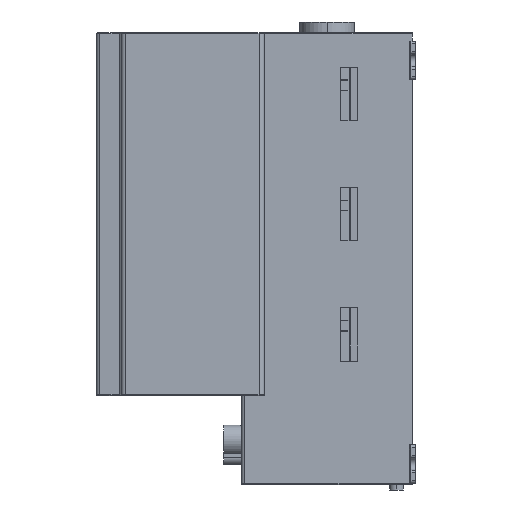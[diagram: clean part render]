
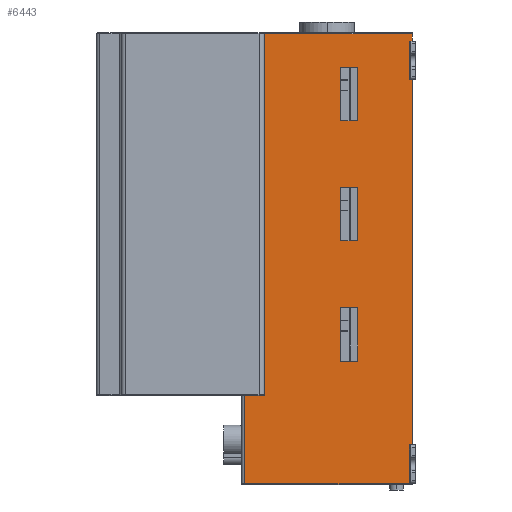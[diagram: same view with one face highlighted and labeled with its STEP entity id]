
A CAD part, left-side view. The second image highlights one B-rep face of the part: STEP entity #6443.
In plain terms, the highlighted planar face has unit normal (-1, 0, 0).
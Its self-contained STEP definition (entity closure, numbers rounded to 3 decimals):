
#325=DIRECTION('',(0.,0.,-1.));
#326=VECTOR('',#325,0.5);
#327=CARTESIAN_POINT('',(-111.742,-79.52,-285.));
#328=LINE('',#327,#326);
#350=DIRECTION('',(0.,0.,-1.));
#351=VECTOR('',#350,268.);
#352=CARTESIAN_POINT('',(-111.742,-79.52,11.));
#353=LINE('',#352,#351);
#375=DIRECTION('',(0.,0.,-1.));
#376=VECTOR('',#375,5.3);
#377=CARTESIAN_POINT('',(-111.742,-79.52,44.3));
#378=LINE('',#377,#376);
#1235=DIRECTION('',(0.,-1.,0.));
#1236=VECTOR('',#1235,108.4);
#1237=CARTESIAN_POINT('',(-111.742,28.88,44.3));
#1238=LINE('',#1237,#1236);
#1554=DIRECTION('',(0.,-1.,0.));
#1555=VECTOR('',#1554,123.);
#1556=CARTESIAN_POINT('',(-111.742,43.48,-285.5));
#1557=LINE('',#1556,#1555);
#1558=DIRECTION('',(0.,0.,-1.));
#1559=VECTOR('',#1558,64.5);
#1560=CARTESIAN_POINT('',(-111.742,43.48,-221.));
#1561=LINE('',#1560,#1559);
#1562=DIRECTION('',(0.,1.,0.));
#1563=VECTOR('',#1562,13.9);
#1564=CARTESIAN_POINT('',(-111.742,29.58,-221.));
#1565=LINE('',#1564,#1563);
#1566=CARTESIAN_POINT('',(-111.742,29.58,-220.3));
#1567=DIRECTION('',(1.,0.,0.));
#1568=DIRECTION('',(0.,-1.,0.));
#1569=AXIS2_PLACEMENT_3D('',#1566,#1567,#1568);
#1571=DIRECTION('',(0.,0.,-1.));
#1572=VECTOR('',#1571,264.6);
#1573=CARTESIAN_POINT('',(-111.742,28.88,44.3));
#1574=LINE('',#1573,#1572);
#1575=DIRECTION('',(0.,-1.,0.));
#1576=VECTOR('',#1575,2.429);
#1577=CARTESIAN_POINT('',(-111.742,-77.091,39.));
#1578=LINE('',#1577,#1576);
#1579=DIRECTION('',(0.,0.,1.));
#1580=VECTOR('',#1579,28.);
#1581=CARTESIAN_POINT('',(-111.742,-77.091,11.));
#1582=LINE('',#1581,#1580);
#1583=DIRECTION('',(0.,1.,0.));
#1584=VECTOR('',#1583,2.429);
#1585=CARTESIAN_POINT('',(-111.742,-79.52,11.));
#1586=LINE('',#1585,#1584);
#1587=DIRECTION('',(0.,-1.,0.));
#1588=VECTOR('',#1587,2.429);
#1589=CARTESIAN_POINT('',(-111.742,-77.091,-257.));
#1590=LINE('',#1589,#1588);
#1591=DIRECTION('',(0.,0.,1.));
#1592=VECTOR('',#1591,28.);
#1593=CARTESIAN_POINT('',(-111.742,-77.091,-285.));
#1594=LINE('',#1593,#1592);
#1595=DIRECTION('',(0.,1.,0.));
#1596=VECTOR('',#1595,2.429);
#1597=CARTESIAN_POINT('',(-111.742,-79.52,-285.));
#1598=LINE('',#1597,#1596);
#1599=DIRECTION('',(0.,0.,1.));
#1600=VECTOR('',#1599,39.);
#1601=CARTESIAN_POINT('',(-111.742,-31.855,-107.5));
#1602=LINE('',#1601,#1600);
#1603=DIRECTION('',(0.,1.,0.));
#1604=VECTOR('',#1603,7.513);
#1605=CARTESIAN_POINT('',(-111.742,-39.368,-107.5));
#1606=LINE('',#1605,#1604);
#1607=DIRECTION('',(0.,0.,-1.));
#1608=VECTOR('',#1607,39.);
#1609=CARTESIAN_POINT('',(-111.742,-39.368,-68.5));
#1610=LINE('',#1609,#1608);
#1611=DIRECTION('',(0.,-1.,0.));
#1612=VECTOR('',#1611,7.513);
#1613=CARTESIAN_POINT('',(-111.742,-31.855,-68.5));
#1614=LINE('',#1613,#1612);
#1615=DIRECTION('',(0.,0.,1.));
#1616=VECTOR('',#1615,39.);
#1617=CARTESIAN_POINT('',(-111.742,-31.855,-195.5));
#1618=LINE('',#1617,#1616);
#1619=DIRECTION('',(0.,1.,0.));
#1620=VECTOR('',#1619,7.513);
#1621=CARTESIAN_POINT('',(-111.742,-39.368,-195.5));
#1622=LINE('',#1621,#1620);
#1623=DIRECTION('',(0.,0.,-1.));
#1624=VECTOR('',#1623,39.);
#1625=CARTESIAN_POINT('',(-111.742,-39.368,-156.5));
#1626=LINE('',#1625,#1624);
#1627=DIRECTION('',(0.,-1.,0.));
#1628=VECTOR('',#1627,7.513);
#1629=CARTESIAN_POINT('',(-111.742,-31.855,-156.5));
#1630=LINE('',#1629,#1628);
#1631=DIRECTION('',(0.,0.,1.));
#1632=VECTOR('',#1631,39.);
#1633=CARTESIAN_POINT('',(-111.742,-31.855,-19.5));
#1634=LINE('',#1633,#1632);
#1635=DIRECTION('',(0.,1.,0.));
#1636=VECTOR('',#1635,7.513);
#1637=CARTESIAN_POINT('',(-111.742,-39.368,-19.5));
#1638=LINE('',#1637,#1636);
#1639=DIRECTION('',(0.,0.,-1.));
#1640=VECTOR('',#1639,39.);
#1641=CARTESIAN_POINT('',(-111.742,-39.368,19.5));
#1642=LINE('',#1641,#1640);
#1643=DIRECTION('',(0.,-1.,0.));
#1644=VECTOR('',#1643,7.513);
#1645=CARTESIAN_POINT('',(-111.742,-31.855,19.5));
#1646=LINE('',#1645,#1644);
#4105=CARTESIAN_POINT('',(-111.742,-31.855,19.5));
#4106=VERTEX_POINT('',#4105);
#4107=CARTESIAN_POINT('',(-111.742,-39.368,19.5));
#4108=VERTEX_POINT('',#4107);
#4109=CARTESIAN_POINT('',(-111.742,-39.368,-19.5));
#4110=VERTEX_POINT('',#4109);
#4111=CARTESIAN_POINT('',(-111.742,-31.855,-19.5));
#4112=VERTEX_POINT('',#4111);
#4177=CARTESIAN_POINT('',(-111.742,-31.855,-156.5));
#4178=VERTEX_POINT('',#4177);
#4179=CARTESIAN_POINT('',(-111.742,-39.368,-156.5));
#4180=VERTEX_POINT('',#4179);
#4181=CARTESIAN_POINT('',(-111.742,-39.368,-195.5));
#4182=VERTEX_POINT('',#4181);
#4183=CARTESIAN_POINT('',(-111.742,-31.855,-195.5));
#4184=VERTEX_POINT('',#4183);
#4249=CARTESIAN_POINT('',(-111.742,-31.855,-68.5));
#4250=VERTEX_POINT('',#4249);
#4251=CARTESIAN_POINT('',(-111.742,-39.368,-68.5));
#4252=VERTEX_POINT('',#4251);
#4253=CARTESIAN_POINT('',(-111.742,-39.368,-107.5));
#4254=VERTEX_POINT('',#4253);
#4255=CARTESIAN_POINT('',(-111.742,-31.855,-107.5));
#4256=VERTEX_POINT('',#4255);
#4309=CARTESIAN_POINT('',(-111.742,-77.091,11.));
#4310=CARTESIAN_POINT('',(-111.742,-77.091,39.));
#4311=VERTEX_POINT('',#4309);
#4312=VERTEX_POINT('',#4310);
#4313=CARTESIAN_POINT('',(-111.742,-79.52,39.));
#4314=VERTEX_POINT('',#4313);
#4321=CARTESIAN_POINT('',(-111.742,-79.52,11.));
#4322=VERTEX_POINT('',#4321);
#4375=CARTESIAN_POINT('',(-111.742,-77.091,-285.));
#4376=CARTESIAN_POINT('',(-111.742,-77.091,-257.));
#4377=VERTEX_POINT('',#4375);
#4378=VERTEX_POINT('',#4376);
#4379=CARTESIAN_POINT('',(-111.742,-79.52,-257.));
#4380=VERTEX_POINT('',#4379);
#4387=CARTESIAN_POINT('',(-111.742,-79.52,-285.));
#4388=VERTEX_POINT('',#4387);
#4390=CARTESIAN_POINT('',(-111.742,28.88,44.3));
#4392=VERTEX_POINT('',#4390);
#4395=CARTESIAN_POINT('',(-111.742,28.88,-220.3));
#4396=VERTEX_POINT('',#4395);
#4487=CARTESIAN_POINT('',(-111.742,29.58,-221.));
#4488=VERTEX_POINT('',#4487);
#4495=CARTESIAN_POINT('',(-111.742,43.48,-221.));
#4496=VERTEX_POINT('',#4495);
#4497=CARTESIAN_POINT('',(-111.742,43.48,-285.5));
#4499=VERTEX_POINT('',#4497);
#4515=CARTESIAN_POINT('',(-111.742,-79.52,-285.5));
#4516=VERTEX_POINT('',#4515);
#4517=CARTESIAN_POINT('',(-111.742,-79.52,44.3));
#4518=VERTEX_POINT('',#4517);
#6383=CARTESIAN_POINT('',(-111.742,-18.02,-120.6));
#6384=DIRECTION('',(1.,0.,0.));
#6385=DIRECTION('',(0.,-1.,0.));
#6386=AXIS2_PLACEMENT_3D('',#6383,#6384,#6385);
#6387=PLANE('',#6386);
#6388=ORIENTED_EDGE('',*,*,#5336,.F.);
#6390=ORIENTED_EDGE('',*,*,#6389,.F.);
#6391=ORIENTED_EDGE('',*,*,#5440,.F.);
#6392=ORIENTED_EDGE('',*,*,#5499,.F.);
#6394=ORIENTED_EDGE('',*,*,#6393,.F.);
#6395=ORIENTED_EDGE('',*,*,#6251,.T.);
#6396=ORIENTED_EDGE('',*,*,#5233,.T.);
#6398=ORIENTED_EDGE('',*,*,#6397,.F.);
#6400=ORIENTED_EDGE('',*,*,#6399,.F.);
#6402=ORIENTED_EDGE('',*,*,#6401,.F.);
#6403=ORIENTED_EDGE('',*,*,#5221,.T.);
#6405=ORIENTED_EDGE('',*,*,#6404,.F.);
#6407=ORIENTED_EDGE('',*,*,#6406,.F.);
#6409=ORIENTED_EDGE('',*,*,#6408,.F.);
#6410=ORIENTED_EDGE('',*,*,#5209,.T.);
#6411=EDGE_LOOP('',(#6388,#6390,#6391,#6392,#6394,#6395,#6396,#6398,#6400,#6402,
#6403,#6405,#6407,#6409,#6410));
#6412=FACE_OUTER_BOUND('',#6411,.F.);
#6414=ORIENTED_EDGE('',*,*,#6413,.F.);
#6416=ORIENTED_EDGE('',*,*,#6415,.F.);
#6418=ORIENTED_EDGE('',*,*,#6417,.F.);
#6420=ORIENTED_EDGE('',*,*,#6419,.F.);
#6421=EDGE_LOOP('',(#6414,#6416,#6418,#6420));
#6422=FACE_BOUND('',#6421,.F.);
#6424=ORIENTED_EDGE('',*,*,#6423,.F.);
#6426=ORIENTED_EDGE('',*,*,#6425,.F.);
#6428=ORIENTED_EDGE('',*,*,#6427,.F.);
#6430=ORIENTED_EDGE('',*,*,#6429,.F.);
#6431=EDGE_LOOP('',(#6424,#6426,#6428,#6430));
#6432=FACE_BOUND('',#6431,.F.);
#6434=ORIENTED_EDGE('',*,*,#6433,.F.);
#6436=ORIENTED_EDGE('',*,*,#6435,.F.);
#6438=ORIENTED_EDGE('',*,*,#6437,.F.);
#6440=ORIENTED_EDGE('',*,*,#6439,.F.);
#6441=EDGE_LOOP('',(#6434,#6436,#6438,#6440));
#6442=FACE_BOUND('',#6441,.F.);
#6443=ADVANCED_FACE('',(#6412,#6422,#6432,#6442),#6387,.F.);
#1570=CIRCLE('',#1569,0.7);
#5209=EDGE_CURVE('',#4388,#4516,#328,.T.);
#5221=EDGE_CURVE('',#4322,#4380,#353,.T.);
#5233=EDGE_CURVE('',#4518,#4314,#378,.T.);
#5336=EDGE_CURVE('',#4499,#4516,#1557,.T.);
#5440=EDGE_CURVE('',#4488,#4496,#1565,.T.);
#5499=EDGE_CURVE('',#4396,#4488,#1570,.T.);
#6251=EDGE_CURVE('',#4392,#4518,#1238,.T.);
#6389=EDGE_CURVE('',#4496,#4499,#1561,.T.);
#6393=EDGE_CURVE('',#4392,#4396,#1574,.T.);
#6397=EDGE_CURVE('',#4312,#4314,#1578,.T.);
#6399=EDGE_CURVE('',#4311,#4312,#1582,.T.);
#6401=EDGE_CURVE('',#4322,#4311,#1586,.T.);
#6404=EDGE_CURVE('',#4378,#4380,#1590,.T.);
#6406=EDGE_CURVE('',#4377,#4378,#1594,.T.);
#6408=EDGE_CURVE('',#4388,#4377,#1598,.T.);
#6413=EDGE_CURVE('',#4256,#4250,#1602,.T.);
#6415=EDGE_CURVE('',#4254,#4256,#1606,.T.);
#6417=EDGE_CURVE('',#4252,#4254,#1610,.T.);
#6419=EDGE_CURVE('',#4250,#4252,#1614,.T.);
#6423=EDGE_CURVE('',#4184,#4178,#1618,.T.);
#6425=EDGE_CURVE('',#4182,#4184,#1622,.T.);
#6427=EDGE_CURVE('',#4180,#4182,#1626,.T.);
#6429=EDGE_CURVE('',#4178,#4180,#1630,.T.);
#6433=EDGE_CURVE('',#4112,#4106,#1634,.T.);
#6435=EDGE_CURVE('',#4110,#4112,#1638,.T.);
#6437=EDGE_CURVE('',#4108,#4110,#1642,.T.);
#6439=EDGE_CURVE('',#4106,#4108,#1646,.T.);
